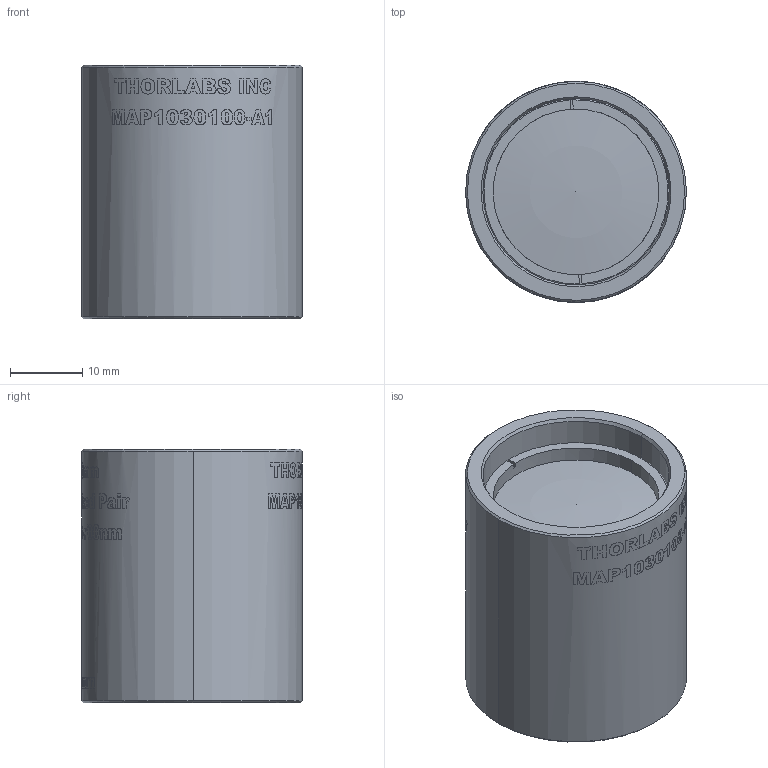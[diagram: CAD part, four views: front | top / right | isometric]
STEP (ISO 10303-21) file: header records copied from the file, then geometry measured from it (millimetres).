
FILE_DESCRIPTION (( 'STEP AP214' ), '1' );
FILE_NAME ('13321-E0W.STEP', '2008-06-11T17:47:00', ( 'Admin' ), ( 'Thorlabs, Inc.' ), 'SwSTEP 2.0', 'SolidWorks 2007', '' );
FILE_SCHEMA (( 'AUTOMOTIVE_DESIGN' ));
Length unit declared in the file: inch
Products named in the file (1): 13321-E0W
Bounding box: 30.48 x 30.48 x 34.98 mm (x, y, z)
Volume: 17377.2 mm3; surface area: 13364.3 mm2
Topology: 7 solids, 7 shells, 189 faces, 1055 edges, 977 vertices
Faces by surface type: cylinder 135, plane 24, cone 22, sphere 8
Entity records: 22275 total; most frequent: CARTESIAN_POINT 11722, ORIENTED_EDGE 2062, DIRECTION 1191, EDGE_CURVE 1031, VERTEX_POINT 961, B_SPLINE_CURVE_WITH_KNOTS 500, AXIS2_PLACEMENT_3D 470, EDGE_LOOP 300
